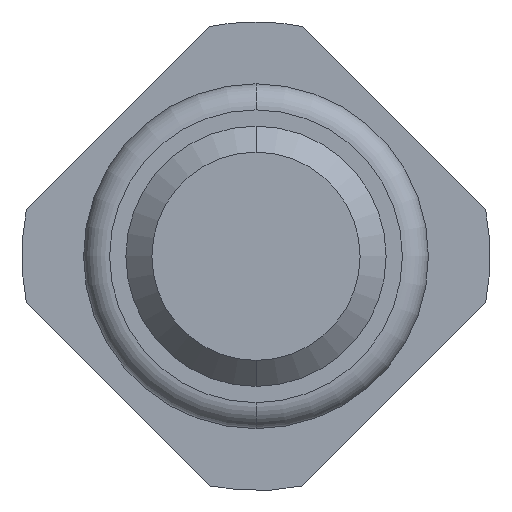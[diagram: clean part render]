
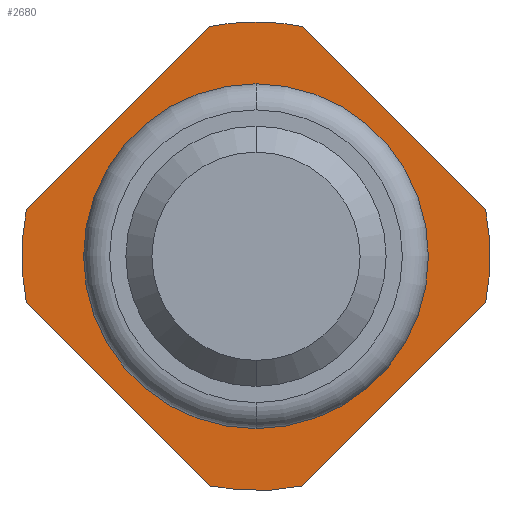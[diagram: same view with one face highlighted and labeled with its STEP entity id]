
A CAD part, front view. The second image highlights one B-rep face of the part: STEP entity #2680.
In plain terms, the highlighted planar face has unit normal (0, -1, 0).
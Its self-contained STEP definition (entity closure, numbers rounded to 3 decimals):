
#24 = CARTESIAN_POINT ( 'NONE',  ( 0., -2., 0. ) ) ;
#32 = CARTESIAN_POINT ( 'NONE',  ( 0., -2., 0. ) ) ;
#34 = VECTOR ( 'NONE', #2645, 1000. ) ;
#50 = AXIS2_PLACEMENT_3D ( 'NONE', #837, #3442, #1651 ) ;
#79 = EDGE_CURVE ( 'Defeature ausgef�hrt2_4+Defeature ausgef�hrt2_0+Defeature ausgef�hrt2_15+Defeature ausgef�hrt2_16', #907, #1525, #1472, .T. ) ;
#87 = DIRECTION ( 'NONE',  ( 0., 0., 1. ) ) ;
#88 = CARTESIAN_POINT ( 'NONE',  ( -0.161, -2., 1.961 ) ) ;
#103 = CARTESIAN_POINT ( 'NONE',  ( 0.357, -2., 1.764 ) ) ;
#131 = DIRECTION ( 'NONE',  ( 0.707, 0., -0.707 ) ) ;
#203 = FACE_BOUND ( 'NONE', #2678, .T. ) ;
#220 = AXIS2_PLACEMENT_3D ( 'NONE', #541, #276, #1671 ) ;
#244 = PLANE ( 'NONE',  #50 ) ;
#276 = DIRECTION ( 'NONE',  ( 0., 1., 0. ) ) ;
#348 = ORIENTED_EDGE ( 'NONE', *, *, #1180, .F. ) ;
#360 = DIRECTION ( 'NONE',  ( 0., 0., 1. ) ) ;
#463 = VERTEX_POINT ( 'NONE', #2219 ) ;
#517 = EDGE_CURVE ( 'Defeature ausgef�hrt2_0+Defeature ausgef�hrt2_12+Defeature ausgef�hrt2_12+Defeature ausgef�hrt2_12', #1676, #1569, #919, .T. ) ;
#541 = CARTESIAN_POINT ( 'NONE',  ( 0., -2., 0. ) ) ;
#545 = ORIENTED_EDGE ( 'NONE', *, *, #923, .F. ) ;
#563 = AXIS2_PLACEMENT_3D ( 'NONE', #1696, #2010, #811 ) ;
#593 = EDGE_LOOP ( 'NONE', ( #1338, #3166, #2360, #1185, #545, #2820, #667, #348, #1695 ) ) ;
#628 = DIRECTION ( 'NONE',  ( 0., 1., 0. ) ) ;
#632 = LINE ( 'NONE', #1497, #34 ) ;
#664 = LINE ( 'NONE', #3332, #2509 ) ;
#667 = ORIENTED_EDGE ( 'NONE', *, *, #79, .F. ) ;
#733 = VERTEX_POINT ( 'NONE', #103 ) ;
#785 = DIRECTION ( 'NONE',  ( 0., 1., 0. ) ) ;
#811 = DIRECTION ( 'NONE',  ( 0., 0., 1. ) ) ;
#837 = CARTESIAN_POINT ( 'NONE',  ( 1.8, -2., 0. ) ) ;
#867 = EDGE_CURVE ( 'Defeature ausgef�hrt2_0+Defeature ausgef�hrt2_12+Defeature ausgef�hrt2_12+Defeature ausgef�hrt2_12', #1569, #1676, #3448, .T. ) ;
#907 = VERTEX_POINT ( 'NONE', #2387 ) ;
#910 = CARTESIAN_POINT ( 'NONE',  ( 0., -2., 0. ) ) ;
#919 = CIRCLE ( 'NONE', #563, 1.325 ) ;
#923 = EDGE_CURVE ( 'Defeature ausgef�hrt2_3+Defeature ausgef�hrt2_0+Defeature ausgef�hrt2_16+Defeature ausgef�hrt2_17', #2505, #2137, #3373, .T. ) ;
#1017 = CARTESIAN_POINT ( 'NONE',  ( 0., -2., 1.8 ) ) ;
#1055 = VECTOR ( 'NONE', #1798, 1000. ) ;
#1071 = CARTESIAN_POINT ( 'NONE',  ( -1.764, -2., 0.357 ) ) ;
#1089 = EDGE_CURVE ( 'Defeature ausgef�hrt2_2+Defeature ausgef�hrt2_0+Defeature ausgef�hrt2_17+Defeature ausgef�hrt2_18', #3693, #733, #3464, .T. ) ;
#1112 = AXIS2_PLACEMENT_3D ( 'NONE', #32, #1177, #1783 ) ;
#1124 = AXIS2_PLACEMENT_3D ( 'NONE', #24, #3727, #2296 ) ;
#1167 = EDGE_CURVE ( 'Defeature ausgef�hrt2_17+Defeature ausgef�hrt2_0+Defeature ausgef�hrt2_3+Defeature ausgef�hrt2_2', #2137, #3346, #1513, .T. ) ;
#1177 = DIRECTION ( 'NONE',  ( 0., 1., 0. ) ) ;
#1180 = EDGE_CURVE ( 'Defeature ausgef�hrt2_15+Defeature ausgef�hrt2_0+Defeature ausgef�hrt2_1+Defeature ausgef�hrt2_4', #463, #907, #632, .T. ) ;
#1185 = ORIENTED_EDGE ( 'NONE', *, *, #1167, .F. ) ;
#1338 = ORIENTED_EDGE ( 'NONE', *, *, #2041, .F. ) ;
#1472 = CIRCLE ( 'NONE', #1112, 1.8 ) ;
#1497 = CARTESIAN_POINT ( 'NONE',  ( 1.961, -2., -0.161 ) ) ;
#1513 = LINE ( 'NONE', #88, #1055 ) ;
#1525 = VERTEX_POINT ( 'NONE', #3248 ) ;
#1569 = VERTEX_POINT ( 'NONE', #1753 ) ;
#1618 = ORIENTED_EDGE ( 'NONE', *, *, #867, .T. ) ;
#1649 = CARTESIAN_POINT ( 'NONE',  ( 0., -2., 0. ) ) ;
#1651 = DIRECTION ( 'NONE',  ( 0., 0., 1. ) ) ;
#1671 = DIRECTION ( 'NONE',  ( 0., 0., 1. ) ) ;
#1676 = VERTEX_POINT ( 'NONE', #1937 ) ;
#1695 = ORIENTED_EDGE ( 'NONE', *, *, #3239, .F. ) ;
#1696 = CARTESIAN_POINT ( 'NONE',  ( 0., -2., 0. ) ) ;
#1738 = AXIS2_PLACEMENT_3D ( 'NONE', #1649, #785, #3263 ) ;
#1753 = CARTESIAN_POINT ( 'NONE',  ( 0., -2., 1.325 ) ) ;
#1777 = CARTESIAN_POINT ( 'NONE',  ( -1.764, -2., -0.357 ) ) ;
#1783 = DIRECTION ( 'NONE',  ( 0., 0., 1. ) ) ;
#1787 = CARTESIAN_POINT ( 'NONE',  ( 0., -2., 0. ) ) ;
#1798 = DIRECTION ( 'NONE',  ( 0.707, 0., 0.707 ) ) ;
#1827 = CARTESIAN_POINT ( 'NONE',  ( -0.357, -2., 1.764 ) ) ;
#1937 = CARTESIAN_POINT ( 'NONE',  ( 0., -2., -1.325 ) ) ;
#2010 = DIRECTION ( 'NONE',  ( 0., 1., 0. ) ) ;
#2041 = EDGE_CURVE ( 'Defeature ausgef�hrt2_18+Defeature ausgef�hrt2_0+Defeature ausgef�hrt2_2+Defeature ausgef�hrt2_1', #733, #3396, #3523, .T. ) ;
#2137 = VERTEX_POINT ( 'NONE', #1071 ) ;
#2219 = CARTESIAN_POINT ( 'NONE',  ( 1.764, -2., -0.357 ) ) ;
#2284 = FACE_OUTER_BOUND ( 'NONE', #593, .T. ) ;
#2296 = DIRECTION ( 'NONE',  ( 0., 0., 1. ) ) ;
#2359 = AXIS2_PLACEMENT_3D ( 'NONE', #1787, #2933, #360 ) ;
#2360 = ORIENTED_EDGE ( 'NONE', *, *, #3277, .F. ) ;
#2381 = ORIENTED_EDGE ( 'NONE', *, *, #517, .T. ) ;
#2387 = CARTESIAN_POINT ( 'NONE',  ( 0.357, -2., -1.764 ) ) ;
#2505 = VERTEX_POINT ( 'NONE', #1777 ) ;
#2509 = VECTOR ( 'NONE', #2974, 1000. ) ;
#2645 = DIRECTION ( 'NONE',  ( -0.707, 0., -0.707 ) ) ;
#2678 = EDGE_LOOP ( 'NONE', ( #1618, #2381 ) ) ;
#2680 = ADVANCED_FACE ( 'Defeature ausgef�hrt2_0', ( #203, #2284 ), #244, .F. ) ;
#2809 = CIRCLE ( 'NONE', #3473, 1.8 ) ;
#2820 = ORIENTED_EDGE ( 'NONE', *, *, #3353, .F. ) ;
#2933 = DIRECTION ( 'NONE',  ( 0., 1., 0. ) ) ;
#2936 = CARTESIAN_POINT ( 'NONE',  ( 1.764, -2., 0.357 ) ) ;
#2974 = DIRECTION ( 'NONE',  ( -0.707, 0., 0.707 ) ) ;
#3165 = VECTOR ( 'NONE', #131, 1000. ) ;
#3166 = ORIENTED_EDGE ( 'NONE', *, *, #1089, .F. ) ;
#3220 = CARTESIAN_POINT ( 'NONE',  ( 1.961, -2., 0.161 ) ) ;
#3239 = EDGE_CURVE ( 'Defeature ausgef�hrt2_1+Defeature ausgef�hrt2_0+Defeature ausgef�hrt2_18+Defeature ausgef�hrt2_15', #3396, #463, #3417, .T. ) ;
#3248 = CARTESIAN_POINT ( 'NONE',  ( -0.357, -2., -1.764 ) ) ;
#3263 = DIRECTION ( 'NONE',  ( 0., 0., 1. ) ) ;
#3277 = EDGE_CURVE ( 'Defeature ausgef�hrt2_2+Defeature ausgef�hrt2_0+Defeature ausgef�hrt2_17+Defeature ausgef�hrt2_18', #3346, #3693, #2809, .T. ) ;
#3332 = CARTESIAN_POINT ( 'NONE',  ( -0.161, -2., -1.961 ) ) ;
#3346 = VERTEX_POINT ( 'NONE', #1827 ) ;
#3353 = EDGE_CURVE ( 'Defeature ausgef�hrt2_16+Defeature ausgef�hrt2_0+Defeature ausgef�hrt2_4+Defeature ausgef�hrt2_3', #1525, #2505, #664, .T. ) ;
#3373 = CIRCLE ( 'NONE', #1738, 1.8 ) ;
#3396 = VERTEX_POINT ( 'NONE', #2936 ) ;
#3417 = CIRCLE ( 'NONE', #1124, 1.8 ) ;
#3442 = DIRECTION ( 'NONE',  ( 0., 1., 0. ) ) ;
#3448 = CIRCLE ( 'NONE', #2359, 1.325 ) ;
#3464 = CIRCLE ( 'NONE', #220, 1.8 ) ;
#3473 = AXIS2_PLACEMENT_3D ( 'NONE', #910, #628, #87 ) ;
#3523 = LINE ( 'NONE', #3220, #3165 ) ;
#3693 = VERTEX_POINT ( 'NONE', #1017 ) ;
#3727 = DIRECTION ( 'NONE',  ( 0., 1., 0. ) ) ;
